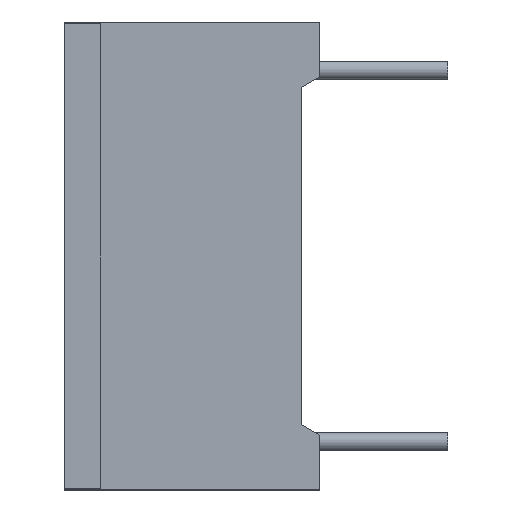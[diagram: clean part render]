
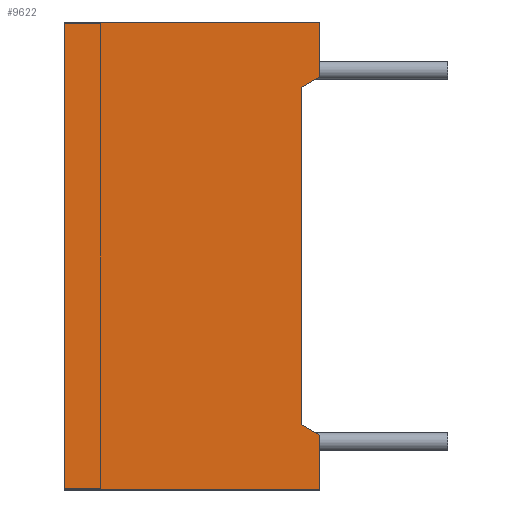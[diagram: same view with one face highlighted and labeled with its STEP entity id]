
A CAD part, left-side view. The second image highlights one B-rep face of the part: STEP entity #9622.
In plain terms, the highlighted planar face has unit normal (-1, 0, 0).
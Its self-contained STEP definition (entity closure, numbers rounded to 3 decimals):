
#95 = VERTEX_POINT ( 'NONE', #7574 ) ;
#500 = LINE ( 'NONE', #3946, #5374 ) ;
#623 = DIRECTION ( 'NONE',  ( 0., -1., 0. ) ) ;
#703 = LINE ( 'NONE', #6376, #1977 ) ;
#1713 = CARTESIAN_POINT ( 'NONE',  ( -20.1, 0., 6.4 ) ) ;
#1827 = CARTESIAN_POINT ( 'NONE',  ( -20.1, 0., 4.9 ) ) ;
#1924 = ORIENTED_EDGE ( 'NONE', *, *, #11483, .F. ) ;
#1977 = VECTOR ( 'NONE', #623, 1000. ) ;
#2043 = EDGE_CURVE ( 'NONE', #11127, #5483, #5465, .T. ) ;
#2192 = EDGE_CURVE ( 'NONE', #14127, #95, #8393, .T. ) ;
#2845 = VERTEX_POINT ( 'NONE', #3374 ) ;
#2876 = DIRECTION ( 'NONE',  ( 0., 0., 1. ) ) ;
#3223 = CARTESIAN_POINT ( 'NONE',  ( -20.1, 0., 4.9 ) ) ;
#3234 = EDGE_CURVE ( 'NONE', #14876, #15000, #10481, .T. ) ;
#3374 = CARTESIAN_POINT ( 'NONE',  ( -20.1, 7., -6.4 ) ) ;
#3466 = CARTESIAN_POINT ( 'NONE',  ( -20.1, 0.5, 4.611 ) ) ;
#3598 = CARTESIAN_POINT ( 'NONE',  ( -20.1, 0., -6.4 ) ) ;
#3778 = VECTOR ( 'NONE', #14839, 1000. ) ;
#3946 = CARTESIAN_POINT ( 'NONE',  ( -20.1, 0., -4.9 ) ) ;
#4040 = ORIENTED_EDGE ( 'NONE', *, *, #2192, .T. ) ;
#4383 = CARTESIAN_POINT ( 'NONE',  ( -20.1, 7., 6.4 ) ) ;
#4402 = EDGE_LOOP ( 'NONE', ( #9354, #4993, #4040, #8488, #1924, #9682, #8917, #13285 ) ) ;
#4993 = ORIENTED_EDGE ( 'NONE', *, *, #10247, .T. ) ;
#5374 = VECTOR ( 'NONE', #11950, 1000. ) ;
#5424 = FACE_OUTER_BOUND ( 'NONE', #4402, .T. ) ;
#5465 = LINE ( 'NONE', #1713, #14373 ) ;
#5483 = VERTEX_POINT ( 'NONE', #12938 ) ;
#6376 = CARTESIAN_POINT ( 'NONE',  ( -20.1, 7., -6.4 ) ) ;
#7035 = CARTESIAN_POINT ( 'NONE',  ( -20.1, 7., 6.4 ) ) ;
#7066 = AXIS2_PLACEMENT_3D ( 'NONE', #10091, #10033, #12418 ) ;
#7190 = VECTOR ( 'NONE', #14718, 1000. ) ;
#7391 = EDGE_CURVE ( 'NONE', #10061, #95, #9680, .T. ) ;
#7574 = CARTESIAN_POINT ( 'NONE',  ( -20.1, 0., 6.4 ) ) ;
#8393 = LINE ( 'NONE', #11571, #12564 ) ;
#8488 = ORIENTED_EDGE ( 'NONE', *, *, #7391, .F. ) ;
#8917 = ORIENTED_EDGE ( 'NONE', *, *, #2043, .T. ) ;
#9354 = ORIENTED_EDGE ( 'NONE', *, *, #3234, .T. ) ;
#9622 = ADVANCED_FACE ( 'NONE', ( #5424 ), #11170, .F. ) ;
#9680 = LINE ( 'NONE', #7035, #10183 ) ;
#9682 = ORIENTED_EDGE ( 'NONE', *, *, #13462, .T. ) ;
#9917 = VECTOR ( 'NONE', #11377, 1000. ) ;
#10033 = DIRECTION ( 'NONE',  ( 1., 0., 0. ) ) ;
#10061 = VERTEX_POINT ( 'NONE', #12248 ) ;
#10091 = CARTESIAN_POINT ( 'NONE',  ( -20.1, 7., 6.4 ) ) ;
#10183 = VECTOR ( 'NONE', #10509, 1000. ) ;
#10247 = EDGE_CURVE ( 'NONE', #15000, #14127, #14309, .T. ) ;
#10481 = LINE ( 'NONE', #12496, #7190 ) ;
#10509 = DIRECTION ( 'NONE',  ( 0., -1., 0. ) ) ;
#11127 = VERTEX_POINT ( 'NONE', #3598 ) ;
#11170 = PLANE ( 'NONE',  #7066 ) ;
#11377 = DIRECTION ( 'NONE',  ( 0., 0., 1. ) ) ;
#11483 = EDGE_CURVE ( 'NONE', #2845, #10061, #14987, .T. ) ;
#11571 = CARTESIAN_POINT ( 'NONE',  ( -20.1, 0., 6.4 ) ) ;
#11950 = DIRECTION ( 'NONE',  ( 0., 0.866, 0.5 ) ) ;
#12248 = CARTESIAN_POINT ( 'NONE',  ( -20.1, 7., 6.4 ) ) ;
#12418 = DIRECTION ( 'NONE',  ( 0., 0., -1. ) ) ;
#12496 = CARTESIAN_POINT ( 'NONE',  ( -20.1, 0.5, 4.611 ) ) ;
#12564 = VECTOR ( 'NONE', #13917, 1000. ) ;
#12938 = CARTESIAN_POINT ( 'NONE',  ( -20.1, 0., -4.9 ) ) ;
#13285 = ORIENTED_EDGE ( 'NONE', *, *, #13932, .T. ) ;
#13462 = EDGE_CURVE ( 'NONE', #2845, #11127, #703, .T. ) ;
#13917 = DIRECTION ( 'NONE',  ( 0., 0., 1. ) ) ;
#13932 = EDGE_CURVE ( 'NONE', #5483, #14876, #500, .T. ) ;
#14127 = VERTEX_POINT ( 'NONE', #1827 ) ;
#14309 = LINE ( 'NONE', #3223, #3778 ) ;
#14373 = VECTOR ( 'NONE', #2876, 1000. ) ;
#14718 = DIRECTION ( 'NONE',  ( 0., 0., 1. ) ) ;
#14839 = DIRECTION ( 'NONE',  ( 0., -0.866, 0.5 ) ) ;
#14848 = CARTESIAN_POINT ( 'NONE',  ( -20.1, 0.5, -4.611 ) ) ;
#14876 = VERTEX_POINT ( 'NONE', #14848 ) ;
#14987 = LINE ( 'NONE', #4383, #9917 ) ;
#15000 = VERTEX_POINT ( 'NONE', #3466 ) ;
